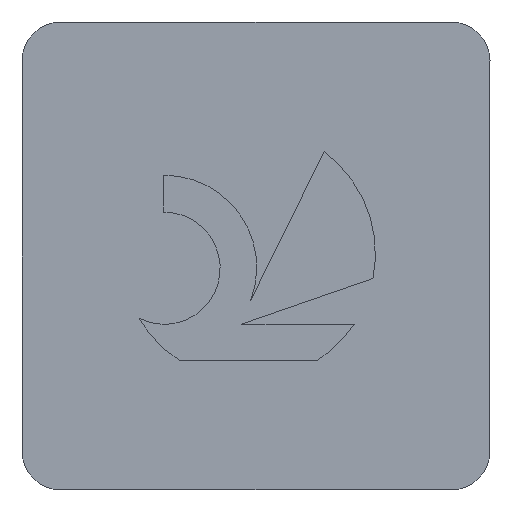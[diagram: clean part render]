
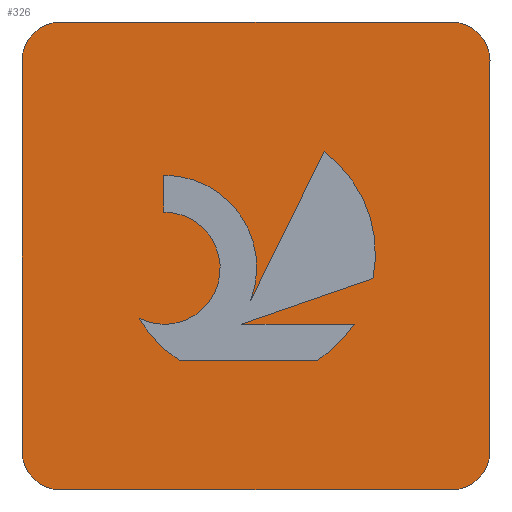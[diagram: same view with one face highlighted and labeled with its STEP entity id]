
A CAD part, top view. The second image highlights one B-rep face of the part: STEP entity #326.
In plain terms, the highlighted planar face has unit normal (0, 0, 1).
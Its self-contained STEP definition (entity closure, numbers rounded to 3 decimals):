
#156=EDGE_CURVE('',#344,#348,#408,.T.);
#158=VERTEX_POINT('',#410);
#164=EDGE_CURVE('',#204,#266,#418,.T.);
#174=VERTEX_POINT('',#428);
#184=EDGE_CURVE('',#306,#340,#441,.T.);
#190=EDGE_CURVE('',#374,#308,#447,.T.);
#196=EDGE_CURVE('',#266,#158,#455,.T.);
#198=VERTEX_POINT('',#457);
#202=EDGE_CURVE('',#222,#284,#461,.T.);
#204=VERTEX_POINT('',#463);
#208=VERTEX_POINT('',#467);
#212=VERTEX_POINT('',#471);
#214=EDGE_CURVE('',#158,#222,#473,.T.);
#220=EDGE_CURVE('',#308,#306,#481,.T.);
#222=VERTEX_POINT('',#483);
#224=EDGE_CURVE('',#350,#358,#485,.T.);
#242=EDGE_CURVE('',#212,#344,#506,.T.);
#244=EDGE_CURVE('',#174,#208,#508,.T.);
#252=EDGE_CURVE('',#340,#290,#516,.T.);
#258=EDGE_CURVE('',#358,#174,#523,.T.);
#266=VERTEX_POINT('',#532);
#278=EDGE_CURVE('',#198,#350,#545,.T.);
#284=VERTEX_POINT('',#551);
#290=VERTEX_POINT('',#557);
#306=VERTEX_POINT('',#573);
#308=VERTEX_POINT('',#575);
#326=ADVANCED_FACE('',(#595,#596),#597,.T.);
#336=EDGE_CURVE('',#208,#372,#607,.T.);
#340=VERTEX_POINT('',#611);
#344=VERTEX_POINT('',#616);
#346=EDGE_CURVE('',#290,#198,#618,.T.);
#348=VERTEX_POINT('',#620);
#350=VERTEX_POINT('',#622);
#354=EDGE_CURVE('',#372,#374,#626,.T.);
#358=VERTEX_POINT('',#631);
#370=EDGE_CURVE('',#348,#204,#645,.T.);
#372=VERTEX_POINT('',#647);
#374=VERTEX_POINT('',#649);
#376=EDGE_CURVE('',#284,#212,#651,.T.);
#408=CIRCLE('',#680,0.8);
#410=CARTESIAN_POINT('',(0.8,9.62,0.0));
#418=CIRCLE('',#691,0.8);
#428=CARTESIAN_POINT('',(7.215,4.345,0.0));
#441=CIRCLE('',#723,1.153);
#447=LINE('',#734,#735);
#455=LINE('',#744,#745);
#457=CARTESIAN_POINT('',(2.913,6.47,0.0));
#461=LINE('',#752,#753);
#463=CARTESIAN_POINT('',(9.62,8.82,0.0));
#467=CARTESIAN_POINT('',(4.521,3.409,0.0));
#471=CARTESIAN_POINT('',(0.8,0.0,0.0));
#473=CIRCLE('',#770,0.8);
#481=CIRCLE('',#779,2.611);
#483=CARTESIAN_POINT('',(0.,8.82,0.0));
#485=LINE('',#784,#785);
#506=LINE('',#813,#814);
#508=LINE('',#817,#818);
#516=CIRCLE('',#831,1.153);
#523=CIRCLE('',#839,2.611);
#532=CARTESIAN_POINT('',(8.82,9.62,0.0));
#545=CIRCLE('',#870,1.897);
#551=CARTESIAN_POINT('',(0.0,0.8,0.0));
#557=CARTESIAN_POINT('',(2.913,5.712,0.0));
#573=CARTESIAN_POINT('',(2.405,3.528,0.0));
#575=CARTESIAN_POINT('',(3.231,2.666,0.0));
#595=FACE_BOUND('',#937,.T.);
#596=FACE_OUTER_BOUND('',#938,.T.);
#597=PLANE('',#939);
#607=LINE('',#956,#957);
#611=CARTESIAN_POINT('',(3.436,5.59,0.0));
#616=CARTESIAN_POINT('',(8.82,0.0,0.0));
#618=LINE('',#969,#970);
#620=CARTESIAN_POINT('',(9.62,0.8,0.0));
#622=CARTESIAN_POINT('',(4.698,3.891,0.0));
#626=CIRCLE('',#979,2.611);
#631=CARTESIAN_POINT('',(6.208,6.954,0.0));
#645=LINE('',#1001,#1002);
#647=CARTESIAN_POINT('',(6.828,3.409,0.0));
#649=CARTESIAN_POINT('',(6.077,2.666,0.0));
#651=CIRCLE('',#1009,0.8);
#680=AXIS2_PLACEMENT_3D('',#1018,#1019,#1020);
#691=AXIS2_PLACEMENT_3D('',#1037,#1038,#1039);
#723=AXIS2_PLACEMENT_3D('',#1068,#1069,#1070);
#734=CARTESIAN_POINT('',(4.02,2.666,0.0));
#735=VECTOR('',#1073,1.0);
#744=CARTESIAN_POINT('',(8.82,9.62,0.0));
#745=VECTOR('',#1094,1.0);
#752=CARTESIAN_POINT('',(0.0,8.82,0.0));
#753=VECTOR('',#1095,1.0);
#770=AXIS2_PLACEMENT_3D('',#1098,#1099,#1100);
#779=AXIS2_PLACEMENT_3D('',#1124,#1125,#1126);
#784=CARTESIAN_POINT('',(5.646,5.814,0.0));
#785=VECTOR('',#1127,1.0);
#813=CARTESIAN_POINT('',(0.8,0.0,0.0));
#814=VECTOR('',#1160,1.0);
#817=CARTESIAN_POINT('',(4.867,3.53,0.0));
#818=VECTOR('',#1161,1.0);
#831=AXIS2_PLACEMENT_3D('',#1164,#1165,#1166);
#839=AXIS2_PLACEMENT_3D('',#1175,#1176,#1177);
#870=AXIS2_PLACEMENT_3D('',#1198,#1199,#1200);
#937=EDGE_LOOP('',(#1239,#1240,#1241,#1242,#1243,#1244,#1245,#1246,#1247,#1248,#1249));
#938=EDGE_LOOP('',(#1250,#1251,#1252,#1253,#1254,#1255,#1256,#1257));
#939=AXIS2_PLACEMENT_3D('',#1258,#1259,#1260);
#956=CARTESIAN_POINT('',(5.819,3.409,0.0));
#957=VECTOR('',#1269,1.0);
#969=CARTESIAN_POINT('',(2.913,5.64,0.0));
#970=VECTOR('',#1278,1.0);
#979=AXIS2_PLACEMENT_3D('',#1279,#1280,#1281);
#1001=CARTESIAN_POINT('',(9.62,0.8,0.0));
#1002=VECTOR('',#1307,1.0);
#1009=AXIS2_PLACEMENT_3D('',#1308,#1309,#1310);
#1018=CARTESIAN_POINT('',(8.82,0.8,0.0));
#1019=DIRECTION('',(0.0,0.0,1.0));
#1020=DIRECTION('',(0.,-1.0,0.0));
#1037=CARTESIAN_POINT('',(8.82,8.82,0.0));
#1038=DIRECTION('',(0.0,-0.0,1.0));
#1039=DIRECTION('',(1.0,0.,0.0));
#1068=CARTESIAN_POINT('',(2.921,4.559,0.0));
#1069=DIRECTION('',(0.0,0.0,1.0));
#1070=DIRECTION('',(-0.447,-0.894,0.0));
#1073=DIRECTION('',(-1.0,0.0,0.0));
#1094=DIRECTION('',(-1.0,0.0,0.0));
#1095=DIRECTION('',(0.0,-1.0,0.0));
#1098=CARTESIAN_POINT('',(0.8,8.82,0.0));
#1099=DIRECTION('',(0.0,0.0,1.0));
#1100=DIRECTION('',(0.,1.0,0.0));
#1124=CARTESIAN_POINT('',(4.654,4.855,0.0));
#1125=DIRECTION('',(-0.0,0.0,-1.0));
#1126=DIRECTION('',(-0.861,-0.508,0.0));
#1127=DIRECTION('',(0.442,0.897,-0.0));
#1160=DIRECTION('',(1.0,0.0,0.0));
#1161=DIRECTION('',(-0.945,-0.328,0.0));
#1164=CARTESIAN_POINT('',(2.921,4.559,0.0));
#1165=DIRECTION('',(0.0,0.0,1.0));
#1166=DIRECTION('',(-0.447,-0.894,0.0));
#1175=CARTESIAN_POINT('',(4.654,4.855,0.0));
#1176=DIRECTION('',(0.0,-0.0,-1.0));
#1177=DIRECTION('',(0.981,-0.196,0.0));
#1198=CARTESIAN_POINT('',(2.928,4.573,0.0));
#1199=DIRECTION('',(0.0,-0.0,-1.0));
#1200=DIRECTION('',(0.933,-0.359,0.0));
#1239=ORIENTED_EDGE('',*,*,#346,.T.);
#1240=ORIENTED_EDGE('',*,*,#278,.T.);
#1241=ORIENTED_EDGE('',*,*,#224,.T.);
#1242=ORIENTED_EDGE('',*,*,#258,.T.);
#1243=ORIENTED_EDGE('',*,*,#244,.T.);
#1244=ORIENTED_EDGE('',*,*,#336,.T.);
#1245=ORIENTED_EDGE('',*,*,#354,.T.);
#1246=ORIENTED_EDGE('',*,*,#190,.T.);
#1247=ORIENTED_EDGE('',*,*,#220,.T.);
#1248=ORIENTED_EDGE('',*,*,#184,.T.);
#1249=ORIENTED_EDGE('',*,*,#252,.T.);
#1250=ORIENTED_EDGE('',*,*,#242,.T.);
#1251=ORIENTED_EDGE('',*,*,#156,.T.);
#1252=ORIENTED_EDGE('',*,*,#370,.T.);
#1253=ORIENTED_EDGE('',*,*,#164,.T.);
#1254=ORIENTED_EDGE('',*,*,#196,.T.);
#1255=ORIENTED_EDGE('',*,*,#214,.T.);
#1256=ORIENTED_EDGE('',*,*,#202,.T.);
#1257=ORIENTED_EDGE('',*,*,#376,.T.);
#1258=CARTESIAN_POINT('',(4.81,4.81,0.0));
#1259=DIRECTION('',(0.0,0.0,1.0));
#1260=DIRECTION('',(1.0,0.0,0.0));
#1269=DIRECTION('',(1.0,0.0,0.0));
#1278=DIRECTION('',(0.0,1.0,0.0));
#1279=CARTESIAN_POINT('',(4.654,4.855,0.0));
#1280=DIRECTION('',(0.0,-0.0,-1.0));
#1281=DIRECTION('',(0.545,-0.838,0.0));
#1307=DIRECTION('',(0.0,1.0,0.0));
#1308=CARTESIAN_POINT('',(0.8,0.8,0.0));
#1309=DIRECTION('',(0.0,0.0,1.0));
#1310=DIRECTION('',(-1.0,0.,0.0));
